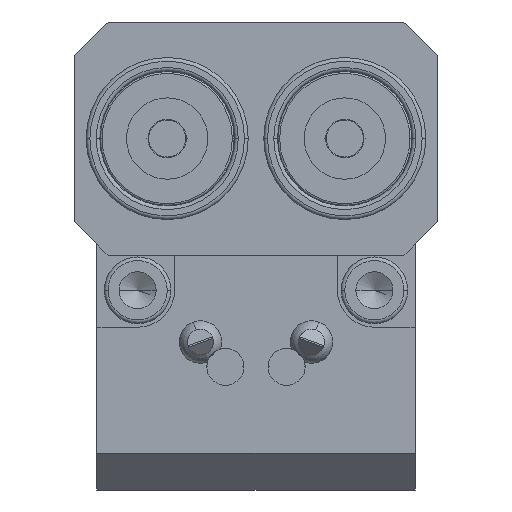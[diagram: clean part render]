
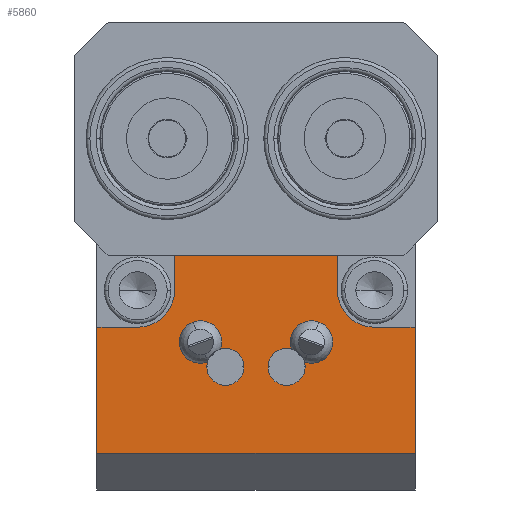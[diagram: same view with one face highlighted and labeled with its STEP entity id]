
A CAD part, left-side view. The second image highlights one B-rep face of the part: STEP entity #5860.
In plain terms, the highlighted planar face has unit normal (-1, 0, 0).
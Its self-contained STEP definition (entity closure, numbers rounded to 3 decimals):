
#793=DIRECTION('',(0.,0.,-1.));
#794=VECTOR('',#793,34.);
#795=CARTESIAN_POINT('',(-32.,-43.,-51.));
#796=LINE('',#795,#794);
#852=DIRECTION('',(0.,0.,-1.));
#853=VECTOR('',#852,9.5);
#854=CARTESIAN_POINT('',(-32.,-22.,-31.5));
#855=LINE('',#854,#853);
#856=CARTESIAN_POINT('',(-32.,-32.,-41.));
#857=DIRECTION('',(-1.,0.,0.));
#858=DIRECTION('',(0.,1.,0.));
#859=AXIS2_PLACEMENT_3D('',#856,#857,#858);
#861=DIRECTION('',(0.,1.,0.));
#862=VECTOR('',#861,11.);
#863=CARTESIAN_POINT('',(-32.,-43.,-51.));
#864=LINE('',#863,#862);
#865=DIRECTION('',(0.,-1.,0.));
#866=VECTOR('',#865,11.);
#867=CARTESIAN_POINT('',(-32.,43.,-51.));
#868=LINE('',#867,#866);
#869=CARTESIAN_POINT('',(-32.,32.,-41.));
#870=DIRECTION('',(-1.,0.,0.));
#871=DIRECTION('',(0.,0.,-1.));
#872=AXIS2_PLACEMENT_3D('',#869,#870,#871);
#874=DIRECTION('',(0.,0.,-1.));
#875=VECTOR('',#874,9.5);
#876=CARTESIAN_POINT('',(-32.,22.,-31.5));
#877=LINE('',#876,#875);
#878=DIRECTION('',(0.,1.,0.));
#879=VECTOR('',#878,44.);
#880=CARTESIAN_POINT('',(-32.,-22.,-31.5));
#881=LINE('',#880,#879);
#882=CARTESIAN_POINT('',(-32.,-15.,-55.));
#883=DIRECTION('',(1.,0.,0.));
#884=DIRECTION('',(0.,-0.342,0.94));
#885=AXIS2_PLACEMENT_3D('',#882,#883,#884);
#887=CARTESIAN_POINT('',(-32.,-15.,-55.));
#888=DIRECTION('',(1.,0.,0.));
#889=DIRECTION('',(0.,0.342,-0.94));
#890=AXIS2_PLACEMENT_3D('',#887,#888,#889);
#892=CARTESIAN_POINT('',(-32.,15.,-55.));
#893=DIRECTION('',(1.,0.,0.));
#894=DIRECTION('',(0.,0.342,0.94));
#895=AXIS2_PLACEMENT_3D('',#892,#893,#894);
#897=CARTESIAN_POINT('',(-32.,15.,-55.));
#898=DIRECTION('',(1.,0.,0.));
#899=DIRECTION('',(0.,-0.342,-0.94));
#900=AXIS2_PLACEMENT_3D('',#897,#898,#899);
#902=CARTESIAN_POINT('',(-32.,-8.282,-61.718));
#903=DIRECTION('',(1.,0.,0.));
#904=DIRECTION('',(0.,-1.,0.));
#905=AXIS2_PLACEMENT_3D('',#902,#903,#904);
#907=CARTESIAN_POINT('',(-32.,-8.282,-61.718));
#908=DIRECTION('',(1.,0.,0.));
#909=DIRECTION('',(0.,1.,0.));
#910=AXIS2_PLACEMENT_3D('',#907,#908,#909);
#912=CARTESIAN_POINT('',(-32.,8.282,-61.718));
#913=DIRECTION('',(1.,0.,0.));
#914=DIRECTION('',(0.,-1.,0.));
#915=AXIS2_PLACEMENT_3D('',#912,#913,#914);
#917=CARTESIAN_POINT('',(-32.,8.282,-61.718));
#918=DIRECTION('',(1.,0.,0.));
#919=DIRECTION('',(0.,1.,0.));
#920=AXIS2_PLACEMENT_3D('',#917,#918,#919);
#934=DIRECTION('',(0.,-1.,0.));
#935=VECTOR('',#934,86.);
#936=CARTESIAN_POINT('',(-32.,43.,-85.));
#937=LINE('',#936,#935);
#946=DIRECTION('',(0.,0.,-1.));
#947=VECTOR('',#946,34.);
#948=CARTESIAN_POINT('',(-32.,43.,-51.));
#949=LINE('',#948,#947);
#3769=CARTESIAN_POINT('',(-32.,43.,-85.));
#3771=VERTEX_POINT('',#3769);
#3775=CARTESIAN_POINT('',(-32.,-43.,-85.));
#3777=VERTEX_POINT('',#3775);
#3881=CARTESIAN_POINT('',(-32.,43.,-51.));
#3883=VERTEX_POINT('',#3881);
#3885=CARTESIAN_POINT('',(-32.,-43.,-51.));
#3887=VERTEX_POINT('',#3885);
#3889=CARTESIAN_POINT('',(-32.,-32.,-51.));
#3890=VERTEX_POINT('',#3889);
#3891=CARTESIAN_POINT('',(-32.,32.,-51.));
#3892=VERTEX_POINT('',#3891);
#3961=CARTESIAN_POINT('',(-32.,-22.,-41.));
#3962=VERTEX_POINT('',#3961);
#3963=CARTESIAN_POINT('',(-32.,22.,-41.));
#3964=VERTEX_POINT('',#3963);
#4093=CARTESIAN_POINT('',(-32.,-16.968,-49.593));
#4094=CARTESIAN_POINT('',(-32.,-13.032,-60.407));
#4095=VERTEX_POINT('',#4093);
#4096=VERTEX_POINT('',#4094);
#4109=CARTESIAN_POINT('',(-32.,16.968,-49.593));
#4110=CARTESIAN_POINT('',(-32.,13.032,-60.407));
#4111=VERTEX_POINT('',#4109);
#4112=VERTEX_POINT('',#4110);
#4121=CARTESIAN_POINT('',(-32.,-11.082,-61.718));
#4122=CARTESIAN_POINT('',(-32.,-5.482,-61.718));
#4123=VERTEX_POINT('',#4121);
#4124=VERTEX_POINT('',#4122);
#4303=CARTESIAN_POINT('',(-32.,-22.,-31.5));
#4304=CARTESIAN_POINT('',(-32.,22.,-31.5));
#4305=VERTEX_POINT('',#4303);
#4306=VERTEX_POINT('',#4304);
#4567=CARTESIAN_POINT('',(-32.,5.482,-61.718));
#4568=CARTESIAN_POINT('',(-32.,11.082,-61.718));
#4569=VERTEX_POINT('',#4567);
#4570=VERTEX_POINT('',#4568);
#5811=CARTESIAN_POINT('',(-32.,43.,31.5));
#5812=DIRECTION('',(-1.,0.,0.));
#5813=DIRECTION('',(0.,0.,-1.));
#5814=AXIS2_PLACEMENT_3D('',#5811,#5812,#5813);
#5815=PLANE('',#5814);
#5817=ORIENTED_EDGE('',*,*,#5816,.T.);
#5819=ORIENTED_EDGE('',*,*,#5818,.T.);
#5821=ORIENTED_EDGE('',*,*,#5820,.F.);
#5822=ORIENTED_EDGE('',*,*,#5724,.T.);
#5824=ORIENTED_EDGE('',*,*,#5823,.F.);
#5826=ORIENTED_EDGE('',*,*,#5825,.F.);
#5828=ORIENTED_EDGE('',*,*,#5827,.T.);
#5830=ORIENTED_EDGE('',*,*,#5829,.T.);
#5832=ORIENTED_EDGE('',*,*,#5831,.F.);
#5833=ORIENTED_EDGE('',*,*,#5794,.F.);
#5834=EDGE_LOOP('',(#5817,#5819,#5821,#5822,#5824,#5826,#5828,#5830,#5832,
#5833));
#5835=FACE_OUTER_BOUND('',#5834,.F.);
#5837=ORIENTED_EDGE('',*,*,#5836,.F.);
#5839=ORIENTED_EDGE('',*,*,#5838,.F.);
#5840=EDGE_LOOP('',(#5837,#5839));
#5841=FACE_BOUND('',#5840,.F.);
#5843=ORIENTED_EDGE('',*,*,#5842,.F.);
#5845=ORIENTED_EDGE('',*,*,#5844,.F.);
#5846=EDGE_LOOP('',(#5843,#5845));
#5847=FACE_BOUND('',#5846,.F.);
#5849=ORIENTED_EDGE('',*,*,#5848,.F.);
#5851=ORIENTED_EDGE('',*,*,#5850,.F.);
#5852=EDGE_LOOP('',(#5849,#5851));
#5853=FACE_BOUND('',#5852,.F.);
#5855=ORIENTED_EDGE('',*,*,#5854,.F.);
#5857=ORIENTED_EDGE('',*,*,#5856,.F.);
#5858=EDGE_LOOP('',(#5855,#5857));
#5859=FACE_BOUND('',#5858,.F.);
#5860=ADVANCED_FACE('',(#5835,#5841,#5847,#5853,#5859),#5815,.T.);
#860=CIRCLE('',#859,10.);
#873=CIRCLE('',#872,10.);
#886=CIRCLE('',#885,5.754);
#891=CIRCLE('',#890,5.754);
#896=CIRCLE('',#895,5.754);
#901=CIRCLE('',#900,5.754);
#906=CIRCLE('',#905,2.8);
#911=CIRCLE('',#910,2.8);
#916=CIRCLE('',#915,2.8);
#921=CIRCLE('',#920,2.8);
#5724=EDGE_CURVE('',#3887,#3777,#796,.T.);
#5794=EDGE_CURVE('',#4305,#4306,#881,.T.);
#5816=EDGE_CURVE('',#4305,#3962,#855,.T.);
#5818=EDGE_CURVE('',#3962,#3890,#860,.T.);
#5820=EDGE_CURVE('',#3887,#3890,#864,.T.);
#5823=EDGE_CURVE('',#3771,#3777,#937,.T.);
#5825=EDGE_CURVE('',#3883,#3771,#949,.T.);
#5827=EDGE_CURVE('',#3883,#3892,#868,.T.);
#5829=EDGE_CURVE('',#3892,#3964,#873,.T.);
#5831=EDGE_CURVE('',#4306,#3964,#877,.T.);
#5836=EDGE_CURVE('',#4095,#4096,#886,.T.);
#5838=EDGE_CURVE('',#4096,#4095,#891,.T.);
#5842=EDGE_CURVE('',#4111,#4112,#896,.T.);
#5844=EDGE_CURVE('',#4112,#4111,#901,.T.);
#5848=EDGE_CURVE('',#4123,#4124,#906,.T.);
#5850=EDGE_CURVE('',#4124,#4123,#911,.T.);
#5854=EDGE_CURVE('',#4569,#4570,#916,.T.);
#5856=EDGE_CURVE('',#4570,#4569,#921,.T.);
